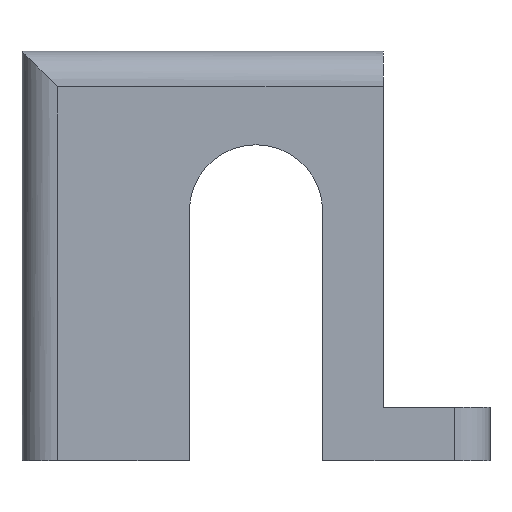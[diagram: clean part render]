
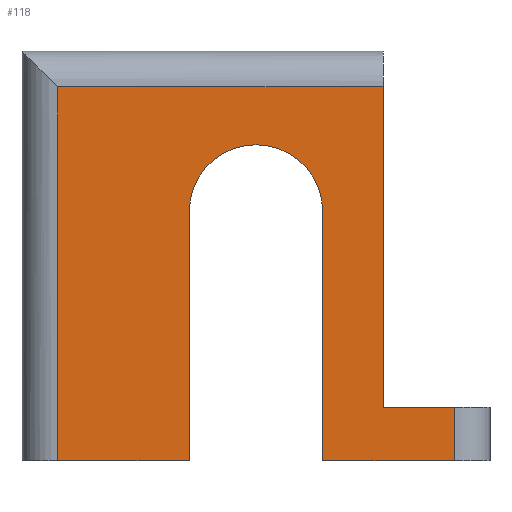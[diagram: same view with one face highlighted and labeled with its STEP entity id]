
A CAD part, left-side view. The second image highlights one B-rep face of the part: STEP entity #118.
In plain terms, the highlighted planar face has unit normal (-1, 0, 0).
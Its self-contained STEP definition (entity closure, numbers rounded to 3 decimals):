
#21 = EDGE_CURVE('',#22,#24,#26,.T.);
#22 = VERTEX_POINT('',#23);
#23 = CARTESIAN_POINT('',(-5.,-3.75,-8.));
#24 = VERTEX_POINT('',#25);
#25 = CARTESIAN_POINT('',(-5.,-11.15,-8.));
#26 = LINE('',#27,#28);
#27 = CARTESIAN_POINT('',(-5.,13.15,-8.));
#28 = VECTOR('',#29,1.);
#29 = DIRECTION('',(0.,-1.,0.));
#118 = ADVANCED_FACE('',(#119),#193,.T.);
#119 = FACE_BOUND('',#120,.T.);
#120 = EDGE_LOOP('',(#121,#131,#139,#147,#156,#162,#163,#171,#179,#187)
  );
#121 = ORIENTED_EDGE('',*,*,#122,.F.);
#122 = EDGE_CURVE('',#123,#125,#127,.T.);
#123 = VERTEX_POINT('',#124);
#124 = CARTESIAN_POINT('',(-5.,11.15,-8.));
#125 = VERTEX_POINT('',#126);
#126 = CARTESIAN_POINT('',(-5.,11.15,13.));
#127 = LINE('',#128,#129);
#128 = CARTESIAN_POINT('',(-5.,11.15,0.));
#129 = VECTOR('',#130,1.);
#130 = DIRECTION('',(0.,0.,1.));
#131 = ORIENTED_EDGE('',*,*,#132,.T.);
#132 = EDGE_CURVE('',#123,#133,#135,.T.);
#133 = VERTEX_POINT('',#134);
#134 = CARTESIAN_POINT('',(-5.,3.75,-8.));
#135 = LINE('',#136,#137);
#136 = CARTESIAN_POINT('',(-5.,13.15,-8.));
#137 = VECTOR('',#138,1.);
#138 = DIRECTION('',(0.,-1.,0.));
#139 = ORIENTED_EDGE('',*,*,#140,.F.);
#140 = EDGE_CURVE('',#141,#133,#143,.T.);
#141 = VERTEX_POINT('',#142);
#142 = CARTESIAN_POINT('',(-5.,3.75,6.));
#143 = LINE('',#144,#145);
#144 = CARTESIAN_POINT('',(-5.,3.75,0.));
#145 = VECTOR('',#146,1.);
#146 = DIRECTION('',(-0.,-0.,-1.));
#147 = ORIENTED_EDGE('',*,*,#148,.F.);
#148 = EDGE_CURVE('',#149,#141,#151,.T.);
#149 = VERTEX_POINT('',#150);
#150 = CARTESIAN_POINT('',(-5.,-3.75,6.));
#151 = CIRCLE('',#152,3.75);
#152 = AXIS2_PLACEMENT_3D('',#153,#154,#155);
#153 = CARTESIAN_POINT('',(-5.,0.,6.));
#154 = DIRECTION('',(-1.,0.,0.));
#155 = DIRECTION('',(0.,-1.,0.));
#156 = ORIENTED_EDGE('',*,*,#157,.F.);
#157 = EDGE_CURVE('',#22,#149,#158,.T.);
#158 = LINE('',#159,#160);
#159 = CARTESIAN_POINT('',(-5.,-3.75,0.));
#160 = VECTOR('',#161,1.);
#161 = DIRECTION('',(0.,0.,1.));
#162 = ORIENTED_EDGE('',*,*,#21,.T.);
#163 = ORIENTED_EDGE('',*,*,#164,.F.);
#164 = EDGE_CURVE('',#165,#24,#167,.T.);
#165 = VERTEX_POINT('',#166);
#166 = CARTESIAN_POINT('',(-5.,-11.15,-5.));
#167 = LINE('',#168,#169);
#168 = CARTESIAN_POINT('',(-5.,-11.15,0.));
#169 = VECTOR('',#170,1.);
#170 = DIRECTION('',(-0.,-0.,-1.));
#171 = ORIENTED_EDGE('',*,*,#172,.F.);
#172 = EDGE_CURVE('',#173,#165,#175,.T.);
#173 = VERTEX_POINT('',#174);
#174 = CARTESIAN_POINT('',(-5.,-7.15,-5.));
#175 = LINE('',#176,#177);
#176 = CARTESIAN_POINT('',(-5.,-6.575,-5.));
#177 = VECTOR('',#178,1.);
#178 = DIRECTION('',(0.,-1.,0.));
#179 = ORIENTED_EDGE('',*,*,#180,.F.);
#180 = EDGE_CURVE('',#181,#173,#183,.T.);
#181 = VERTEX_POINT('',#182);
#182 = CARTESIAN_POINT('',(-5.,-7.15,13.));
#183 = LINE('',#184,#185);
#184 = CARTESIAN_POINT('',(-5.,-7.15,3.938));
#185 = VECTOR('',#186,1.);
#186 = DIRECTION('',(0.,0.,-1.));
#187 = ORIENTED_EDGE('',*,*,#188,.F.);
#188 = EDGE_CURVE('',#125,#181,#189,.T.);
#189 = LINE('',#190,#191);
#190 = CARTESIAN_POINT('',(-5.,13.15,13.));
#191 = VECTOR('',#192,1.);
#192 = DIRECTION('',(0.,-1.,0.));
#193 = PLANE('',#194);
#194 = AXIS2_PLACEMENT_3D('',#195,#196,#197);
#195 = CARTESIAN_POINT('',(-5.,0.,2.876));
#196 = DIRECTION('',(-1.,-0.,-0.));
#197 = DIRECTION('',(0.,0.,-1.));
